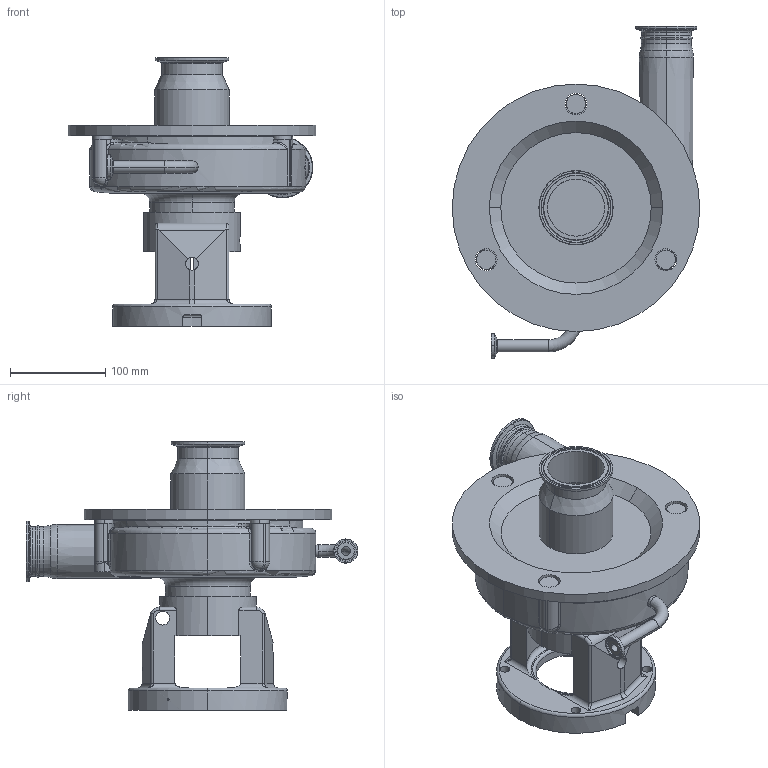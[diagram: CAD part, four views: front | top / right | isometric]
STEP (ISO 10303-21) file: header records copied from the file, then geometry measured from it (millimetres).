
FILE_DESCRIPTION (( 'STEP AP214' ), '1' );
FILE_NAME ('FPX 3531-3532 140TC VERT 1-2 In ELBOW LEFT.STEP', '2022-12-19T16:42:56', ( '' ), ( '' ), 'SwSTEP 2.0', 'SolidWorks 2021', '' );
FILE_SCHEMA (( 'AUTOMOTIVE_DESIGN' ));
Length unit declared in the file: millimetre
Products named in the file (2): FPX 3531-3532 140TC VERT 1-2 In ELBOW LEFT; FPX 353 140TC VERT 1-2 In ELBOW LEFT^1275000207.STEP
Assembly tree (1 placements, depth 2):
  FPX 3531-3532 140TC VERT 1-2 In ELBOW LEFT
    FPX 353 140TC VERT 1-2 In ELBOW LEFT^1275000207.STEP
Bounding box: 260 x 348.7 x 282.5 mm (x, y, z)
Volume: 3328199.4 mm3; surface area: 493796.4 mm2
Topology: 1 solids, 1 shells, 522 faces, 1294 edges, 776 vertices
Faces by surface type: cylinder 215, torus 113, plane 94, bspline 53, cone 37, sphere 10
Entity records: 25055 total; most frequent: CARTESIAN_POINT 12826, DIRECTION 2644, ORIENTED_EDGE 2566, EDGE_CURVE 1283, AXIS2_PLACEMENT_3D 1120, VERTEX_POINT 776, CIRCLE 647, EDGE_LOOP 565
